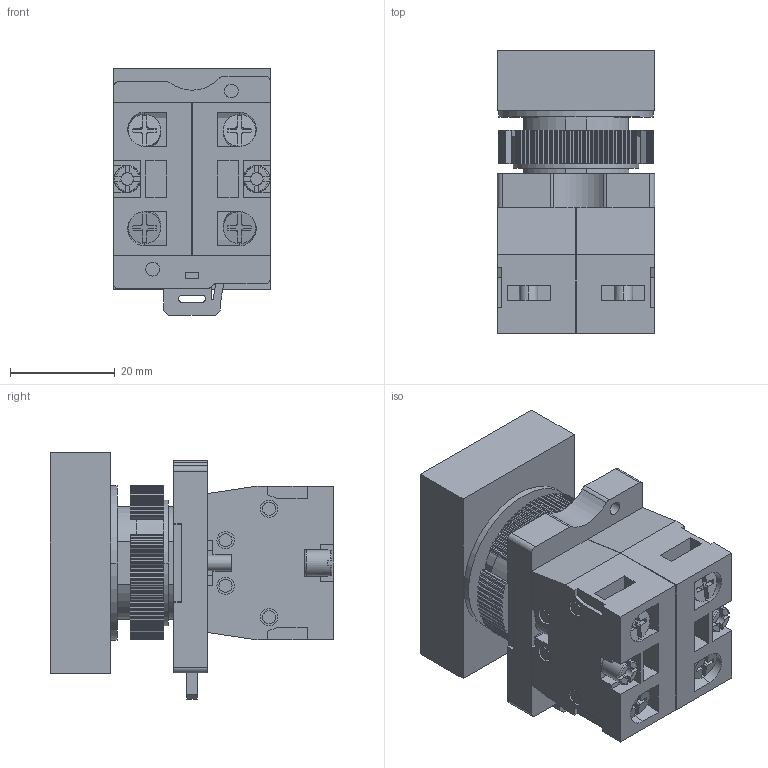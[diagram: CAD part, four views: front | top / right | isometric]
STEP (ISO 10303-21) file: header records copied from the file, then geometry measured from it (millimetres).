
FILE_DESCRIPTION((''),'2;1');
FILE_NAME('2','2024-05-14T',('Administrator'),('zyb.com'),'PRO/ENGINEER BY PARAMETRIC TECHNOLOGY CORPORATION, 2010280','PRO/ENGINEER BY PARAMETRIC TECHNOLOGY CORPORATION, 2010280','');
FILE_SCHEMA(('CONFIG_CONTROL_DESIGN','SHAPE_APPEARANCE_LAYERS_GROUPS'));
Length unit declared in the file: millimetre
Products named in the file (1): 2
Bounding box: 30 x 54 x 46.95 mm (x, y, z)
Volume: 43517.8 mm3; surface area: 21475.7 mm2
Topology: 1 solids, 1 shells, 879 faces, 2495 edges, 1654 vertices
Faces by surface type: plane 524, cylinder 337, torus 12, extrusion 4, cone 2
Entity records: 39097 total; most frequent: CARTESIAN_POINT 5348, ORIENTED_EDGE 4990, DIRECTION 4962, PRESENTATION_STYLE_ASSIGNMENT 2711, STYLED_ITEM 2500, CURVE_STYLE 2499, EDGE_CURVE 2495, VECTOR 1698
